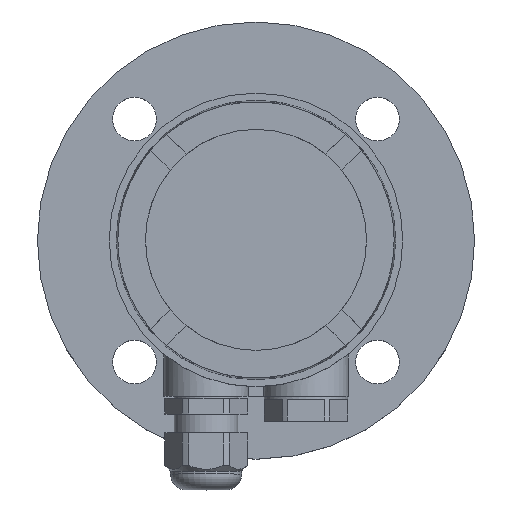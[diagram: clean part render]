
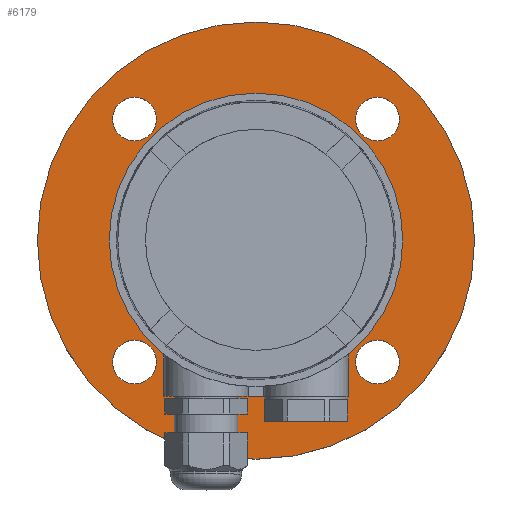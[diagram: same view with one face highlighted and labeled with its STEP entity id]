
A CAD part, top view. The second image highlights one B-rep face of the part: STEP entity #6179.
In plain terms, the highlighted planar face has unit normal (0, 0, 1).
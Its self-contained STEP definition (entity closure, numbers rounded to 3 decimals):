
#1479=CARTESIAN_POINT('',(0.,0.,-40.));
#1480=DIRECTION('',(0.,0.,1.));
#1481=DIRECTION('',(-1.,0.,0.));
#1482=AXIS2_PLACEMENT_3D('',#1479,#1480,#1481);
#1487=CARTESIAN_POINT('',(0.,0.,-40.));
#1488=DIRECTION('',(0.,0.,1.));
#1489=DIRECTION('',(1.,0.,0.));
#1490=AXIS2_PLACEMENT_3D('',#1487,#1488,#1489);
#1495=CARTESIAN_POINT('',(0.,0.,-40.));
#1496=DIRECTION('',(0.,0.,-1.));
#1497=DIRECTION('',(-1.,0.,0.));
#1498=AXIS2_PLACEMENT_3D('',#1495,#1496,#1497);
#1503=CARTESIAN_POINT('',(0.,0.,-40.));
#1504=DIRECTION('',(0.,0.,-1.));
#1505=DIRECTION('',(1.,0.,0.));
#1506=AXIS2_PLACEMENT_3D('',#1503,#1504,#1505);
#1511=CARTESIAN_POINT('',(-38.891,-38.891,-40.));
#1512=DIRECTION('',(0.,0.,-1.));
#1513=DIRECTION('',(0.707,-0.707,0.));
#1514=AXIS2_PLACEMENT_3D('',#1511,#1512,#1513);
#1519=CARTESIAN_POINT('',(-38.891,-38.891,-40.));
#1520=DIRECTION('',(0.,0.,-1.));
#1521=DIRECTION('',(-0.707,0.707,0.));
#1522=AXIS2_PLACEMENT_3D('',#1519,#1520,#1521);
#1527=CARTESIAN_POINT('',(-38.891,38.891,-40.));
#1528=DIRECTION('',(0.,0.,-1.));
#1529=DIRECTION('',(-0.707,-0.707,0.));
#1530=AXIS2_PLACEMENT_3D('',#1527,#1528,#1529);
#1535=CARTESIAN_POINT('',(-38.891,38.891,-40.));
#1536=DIRECTION('',(0.,0.,-1.));
#1537=DIRECTION('',(0.707,0.707,0.));
#1538=AXIS2_PLACEMENT_3D('',#1535,#1536,#1537);
#1543=CARTESIAN_POINT('',(38.891,38.891,-40.));
#1544=DIRECTION('',(0.,0.,-1.));
#1545=DIRECTION('',(-0.707,0.707,0.));
#1546=AXIS2_PLACEMENT_3D('',#1543,#1544,#1545);
#1551=CARTESIAN_POINT('',(38.891,38.891,-40.));
#1552=DIRECTION('',(0.,0.,-1.));
#1553=DIRECTION('',(0.707,-0.707,0.));
#1554=AXIS2_PLACEMENT_3D('',#1551,#1552,#1553);
#1559=CARTESIAN_POINT('',(38.891,-38.891,-40.));
#1560=DIRECTION('',(0.,0.,-1.));
#1561=DIRECTION('',(0.707,0.707,0.));
#1562=AXIS2_PLACEMENT_3D('',#1559,#1560,#1561);
#1567=CARTESIAN_POINT('',(38.891,-38.891,-40.));
#1568=DIRECTION('',(0.,0.,-1.));
#1569=DIRECTION('',(-0.707,-0.707,0.));
#1570=AXIS2_PLACEMENT_3D('',#1567,#1568,#1569);
#4466=CARTESIAN_POINT('',(70.,0.,-40.));
#4468=VERTEX_POINT('',#4466);
#4469=CARTESIAN_POINT('',(-70.,0.,-40.));
#4470=VERTEX_POINT('',#4469);
#4473=CARTESIAN_POINT('',(43.841,-33.941,-40.));
#4475=VERTEX_POINT('',#4473);
#4479=CARTESIAN_POINT('',(33.941,-43.841,-40.));
#4480=VERTEX_POINT('',#4479);
#4481=CARTESIAN_POINT('',(33.941,43.841,-40.));
#4483=VERTEX_POINT('',#4481);
#4487=CARTESIAN_POINT('',(43.841,33.941,-40.));
#4488=VERTEX_POINT('',#4487);
#4489=CARTESIAN_POINT('',(-43.841,33.941,-40.));
#4491=VERTEX_POINT('',#4489);
#4495=CARTESIAN_POINT('',(-33.941,43.841,-40.));
#4496=VERTEX_POINT('',#4495);
#4497=CARTESIAN_POINT('',(-33.941,-43.841,-40.));
#4499=VERTEX_POINT('',#4497);
#4503=CARTESIAN_POINT('',(-43.841,-33.941,-40.));
#4504=VERTEX_POINT('',#4503);
#4505=CARTESIAN_POINT('',(16.,0.,-40.));
#4507=VERTEX_POINT('',#4505);
#4511=CARTESIAN_POINT('',(-16.,0.,-40.));
#4512=VERTEX_POINT('',#4511);
#6140=CARTESIAN_POINT('',(35.,0.,-40.));
#6141=DIRECTION('',(0.,0.,1.));
#6142=DIRECTION('',(-1.,0.,0.));
#6143=AXIS2_PLACEMENT_3D('',#6140,#6141,#6142);
#6144=PLANE('',#6143);
#6145=ORIENTED_EDGE('',*,*,#6122,.F.);
#6146=ORIENTED_EDGE('',*,*,#6133,.F.);
#6147=EDGE_LOOP('',(#6145,#6146));
#6148=FACE_OUTER_BOUND('',#6147,.F.);
#6150=ORIENTED_EDGE('',*,*,#6149,.F.);
#6152=ORIENTED_EDGE('',*,*,#6151,.F.);
#6153=EDGE_LOOP('',(#6150,#6152));
#6154=FACE_BOUND('',#6153,.F.);
#6156=ORIENTED_EDGE('',*,*,#6155,.F.);
#6158=ORIENTED_EDGE('',*,*,#6157,.F.);
#6159=EDGE_LOOP('',(#6156,#6158));
#6160=FACE_BOUND('',#6159,.F.);
#6162=ORIENTED_EDGE('',*,*,#6161,.F.);
#6164=ORIENTED_EDGE('',*,*,#6163,.F.);
#6165=EDGE_LOOP('',(#6162,#6164));
#6166=FACE_BOUND('',#6165,.F.);
#6168=ORIENTED_EDGE('',*,*,#6167,.F.);
#6170=ORIENTED_EDGE('',*,*,#6169,.F.);
#6171=EDGE_LOOP('',(#6168,#6170));
#6172=FACE_BOUND('',#6171,.F.);
#6174=ORIENTED_EDGE('',*,*,#6173,.F.);
#6176=ORIENTED_EDGE('',*,*,#6175,.F.);
#6177=EDGE_LOOP('',(#6174,#6176));
#6178=FACE_BOUND('',#6177,.F.);
#6179=ADVANCED_FACE('',(#6148,#6154,#6160,#6166,#6172,#6178),#6144,.T.);
#1483=CIRCLE('',#1482,70.);
#1491=CIRCLE('',#1490,70.);
#1499=CIRCLE('',#1498,16.);
#1507=CIRCLE('',#1506,16.);
#1515=CIRCLE('',#1514,7.);
#1523=CIRCLE('',#1522,7.);
#1531=CIRCLE('',#1530,7.);
#1539=CIRCLE('',#1538,7.);
#1547=CIRCLE('',#1546,7.);
#1555=CIRCLE('',#1554,7.);
#1563=CIRCLE('',#1562,7.);
#1571=CIRCLE('',#1570,7.);
#6122=EDGE_CURVE('',#4470,#4468,#1483,.T.);
#6133=EDGE_CURVE('',#4468,#4470,#1491,.T.);
#6149=EDGE_CURVE('',#4512,#4507,#1499,.T.);
#6151=EDGE_CURVE('',#4507,#4512,#1507,.T.);
#6155=EDGE_CURVE('',#4499,#4504,#1515,.T.);
#6157=EDGE_CURVE('',#4504,#4499,#1523,.T.);
#6161=EDGE_CURVE('',#4491,#4496,#1531,.T.);
#6163=EDGE_CURVE('',#4496,#4491,#1539,.T.);
#6167=EDGE_CURVE('',#4483,#4488,#1547,.T.);
#6169=EDGE_CURVE('',#4488,#4483,#1555,.T.);
#6173=EDGE_CURVE('',#4475,#4480,#1563,.T.);
#6175=EDGE_CURVE('',#4480,#4475,#1571,.T.);
